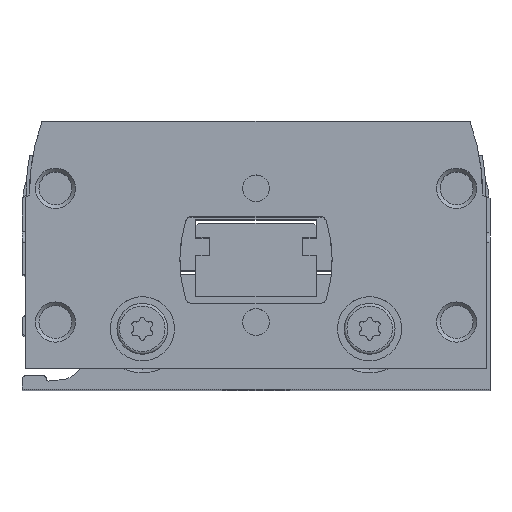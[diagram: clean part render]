
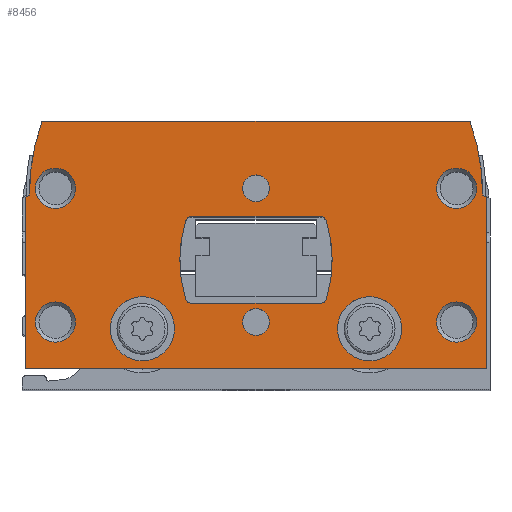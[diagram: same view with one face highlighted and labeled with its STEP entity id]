
A CAD part, top view. The second image highlights one B-rep face of the part: STEP entity #8456.
In plain terms, the highlighted planar face has unit normal (0, 0, 1).
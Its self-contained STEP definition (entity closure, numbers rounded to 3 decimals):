
#538=CIRCLE('',#9131,16.5);
#544=CIRCLE('',#9143,16.5);
#547=CIRCLE('',#9147,0.5);
#548=CIRCLE('',#9149,10.);
#551=CIRCLE('',#9153,10.);
#552=CIRCLE('',#9155,0.5);
#568=CIRCLE('',#9175,2.4);
#569=CIRCLE('',#9176,2.4);
#570=CIRCLE('',#9177,1.);
#571=CIRCLE('',#9178,1.);
#572=CIRCLE('',#9179,1.5);
#573=CIRCLE('',#9180,1.5);
#574=CIRCLE('',#9181,1.5);
#575=CIRCLE('',#9182,1.5);
#576=CIRCLE('',#9183,0.5);
#577=CIRCLE('',#9184,0.5);
#1814=ORIENTED_EDGE('',*,*,#3321,.F.);
#1815=ORIENTED_EDGE('',*,*,#3322,.F.);
#1816=ORIENTED_EDGE('',*,*,#3323,.T.);
#1817=ORIENTED_EDGE('',*,*,#3324,.T.);
#1818=ORIENTED_EDGE('',*,*,#3325,.T.);
#1819=ORIENTED_EDGE('',*,*,#3326,.T.);
#1820=ORIENTED_EDGE('',*,*,#3327,.T.);
#1821=ORIENTED_EDGE('',*,*,#3328,.T.);
#1822=ORIENTED_EDGE('',*,*,#3287,.F.);
#1823=ORIENTED_EDGE('',*,*,#3305,.F.);
#1824=ORIENTED_EDGE('',*,*,#3299,.F.);
#1825=ORIENTED_EDGE('',*,*,#3296,.F.);
#1826=ORIENTED_EDGE('',*,*,#3329,.F.);
#1827=ORIENTED_EDGE('',*,*,#3330,.F.);
#1828=ORIENTED_EDGE('',*,*,#3331,.F.);
#1829=ORIENTED_EDGE('',*,*,#3290,.F.);
#1830=ORIENTED_EDGE('',*,*,#3274,.T.);
#1831=ORIENTED_EDGE('',*,*,#3268,.T.);
#1832=ORIENTED_EDGE('',*,*,#3307,.T.);
#1833=ORIENTED_EDGE('',*,*,#3240,.T.);
#1834=ORIENTED_EDGE('',*,*,#3245,.T.);
#1835=ORIENTED_EDGE('',*,*,#3249,.T.);
#1836=ORIENTED_EDGE('',*,*,#3320,.T.);
#1837=ORIENTED_EDGE('',*,*,#3280,.T.);
#3240=EDGE_CURVE('',#4089,#4088,#4685,.T.);
#3245=EDGE_CURVE('',#4088,#4092,#4690,.T.);
#3249=EDGE_CURVE('',#4092,#4094,#538,.T.);
#3268=EDGE_CURVE('',#4108,#4110,#4707,.T.);
#3274=EDGE_CURVE('',#4114,#4108,#4713,.T.);
#3280=EDGE_CURVE('',#4119,#4114,#544,.T.);
#3287=EDGE_CURVE('',#4123,#4124,#547,.T.);
#3290=EDGE_CURVE('',#4124,#4125,#548,.T.);
#3296=EDGE_CURVE('',#4129,#4130,#551,.T.);
#3299=EDGE_CURVE('',#4130,#4132,#552,.T.);
#3305=EDGE_CURVE('',#4132,#4123,#4727,.T.);
#3307=EDGE_CURVE('',#4110,#4089,#4729,.T.);
#3320=EDGE_CURVE('',#4094,#4119,#4730,.T.);
#3321=EDGE_CURVE('',#4148,#4148,#568,.T.);
#3322=EDGE_CURVE('',#4149,#4149,#569,.T.);
#3323=EDGE_CURVE('',#4150,#4150,#570,.T.);
#3324=EDGE_CURVE('',#4151,#4151,#571,.T.);
#3325=EDGE_CURVE('',#4152,#4152,#572,.T.);
#3326=EDGE_CURVE('',#4153,#4153,#573,.T.);
#3327=EDGE_CURVE('',#4154,#4154,#574,.T.);
#3328=EDGE_CURVE('',#4155,#4155,#575,.T.);
#3329=EDGE_CURVE('',#4156,#4129,#576,.T.);
#3330=EDGE_CURVE('',#4157,#4156,#4731,.T.);
#3331=EDGE_CURVE('',#4125,#4157,#577,.T.);
#4088=VERTEX_POINT('',#13096);
#4089=VERTEX_POINT('',#13098);
#4092=VERTEX_POINT('',#13106);
#4094=VERTEX_POINT('',#13113);
#4108=VERTEX_POINT('',#13145);
#4110=VERTEX_POINT('',#13150);
#4114=VERTEX_POINT('',#13161);
#4119=VERTEX_POINT('',#13176);
#4123=VERTEX_POINT('',#13190);
#4124=VERTEX_POINT('',#13192);
#4125=VERTEX_POINT('',#13200);
#4129=VERTEX_POINT('',#13213);
#4130=VERTEX_POINT('',#13215);
#4132=VERTEX_POINT('',#13224);
#4148=VERTEX_POINT('',#13266);
#4149=VERTEX_POINT('',#13268);
#4150=VERTEX_POINT('',#13270);
#4151=VERTEX_POINT('',#13272);
#4152=VERTEX_POINT('',#13274);
#4153=VERTEX_POINT('',#13276);
#4154=VERTEX_POINT('',#13278);
#4155=VERTEX_POINT('',#13280);
#4156=VERTEX_POINT('',#13282);
#4157=VERTEX_POINT('',#13284);
#4685=LINE('',#13097,#5166);
#4690=LINE('',#13107,#5171);
#4707=LINE('',#13151,#5188);
#4713=LINE('',#13163,#5194);
#4727=LINE('',#13234,#5208);
#4729=LINE('',#13237,#5210);
#4730=LINE('',#13263,#5211);
#4731=LINE('',#13283,#5212);
#5166=VECTOR('',#10756,1000.);
#5171=VECTOR('',#10763,1000.);
#5188=VECTOR('',#10798,1000.);
#5194=VECTOR('',#10808,1000.);
#5208=VECTOR('',#10862,1000.);
#5210=VECTOR('',#10866,1000.);
#5211=VECTOR('',#10893,1000.);
#5212=VECTOR('',#10914,1000.);
#5657=EDGE_LOOP('',(#1814));
#5658=EDGE_LOOP('',(#1815));
#5659=EDGE_LOOP('',(#1816));
#5660=EDGE_LOOP('',(#1817));
#5661=EDGE_LOOP('',(#1818));
#5662=EDGE_LOOP('',(#1819));
#5663=EDGE_LOOP('',(#1820));
#5664=EDGE_LOOP('',(#1821));
#5665=EDGE_LOOP('',(#1822,#1823,#1824,#1825,#1826,#1827,#1828,#1829));
#5666=EDGE_LOOP('',(#1830,#1831,#1832,#1833,#1834,#1835,#1836,#1837));
#6296=FACE_BOUND('',#5657,.T.);
#6297=FACE_BOUND('',#5658,.T.);
#6298=FACE_BOUND('',#5659,.T.);
#6299=FACE_BOUND('',#5660,.T.);
#6300=FACE_BOUND('',#5661,.T.);
#6301=FACE_BOUND('',#5662,.T.);
#6302=FACE_BOUND('',#5663,.T.);
#6303=FACE_BOUND('',#5664,.T.);
#6304=FACE_BOUND('',#5665,.T.);
#6305=FACE_BOUND('',#5666,.T.);
#6738=PLANE('',#9174);
#8456=ADVANCED_FACE('',(#6296,#6297,#6298,#6299,#6300,#6301,#6302,#6303,
#6304,#6305),#6738,.T.);
#9131=AXIS2_PLACEMENT_3D('',#13114,#10770,#10771);
#9143=AXIS2_PLACEMENT_3D('',#13175,#10819,#10820);
#9147=AXIS2_PLACEMENT_3D('',#13191,#10830,#10831);
#9149=AXIS2_PLACEMENT_3D('',#13199,#10835,#10836);
#9153=AXIS2_PLACEMENT_3D('',#13214,#10845,#10846);
#9155=AXIS2_PLACEMENT_3D('',#13223,#10850,#10851);
#9174=AXIS2_PLACEMENT_3D('',#13264,#10894,#10895);
#9175=AXIS2_PLACEMENT_3D('',#13265,#10896,#10897);
#9176=AXIS2_PLACEMENT_3D('',#13267,#10898,#10899);
#9177=AXIS2_PLACEMENT_3D('',#13269,#10900,#10901);
#9178=AXIS2_PLACEMENT_3D('',#13271,#10902,#10903);
#9179=AXIS2_PLACEMENT_3D('',#13273,#10904,#10905);
#9180=AXIS2_PLACEMENT_3D('',#13275,#10906,#10907);
#9181=AXIS2_PLACEMENT_3D('',#13277,#10908,#10909);
#9182=AXIS2_PLACEMENT_3D('',#13279,#10910,#10911);
#9183=AXIS2_PLACEMENT_3D('',#13281,#10912,#10913);
#9184=AXIS2_PLACEMENT_3D('',#13285,#10915,#10916);
#10756=DIRECTION('',(0.,1.,0.));
#10763=DIRECTION('',(-0.866,0.5,0.));
#10770=DIRECTION('',(0.,0.,1.));
#10771=DIRECTION('',(1.,0.,0.));
#10798=DIRECTION('',(0.,-1.,0.));
#10808=DIRECTION('',(-0.866,-0.5,0.));
#10819=DIRECTION('',(0.,0.,1.));
#10820=DIRECTION('',(1.,0.,0.));
#10830=DIRECTION('',(0.,0.,1.));
#10831=DIRECTION('',(1.,0.,0.));
#10835=DIRECTION('',(0.,0.,1.));
#10836=DIRECTION('',(1.,0.,0.));
#10845=DIRECTION('',(0.,0.,1.));
#10846=DIRECTION('',(1.,0.,0.));
#10850=DIRECTION('',(0.,0.,1.));
#10851=DIRECTION('',(1.,0.,0.));
#10862=DIRECTION('',(-1.,0.,0.));
#10866=DIRECTION('',(1.,0.,0.));
#10893=DIRECTION('',(-1.,0.,0.));
#10894=DIRECTION('',(0.,0.,1.));
#10895=DIRECTION('',(1.,0.,0.));
#10896=DIRECTION('',(0.,0.,1.));
#10897=DIRECTION('',(1.,0.,0.));
#10898=DIRECTION('',(0.,0.,1.));
#10899=DIRECTION('',(1.,0.,0.));
#10900=DIRECTION('',(0.,0.,-1.));
#10901=DIRECTION('',(-1.,0.,0.));
#10902=DIRECTION('',(0.,0.,-1.));
#10903=DIRECTION('',(-1.,0.,0.));
#10904=DIRECTION('',(0.,0.,-1.));
#10905=DIRECTION('',(-1.,0.,0.));
#10906=DIRECTION('',(0.,0.,-1.));
#10907=DIRECTION('',(-1.,0.,0.));
#10908=DIRECTION('',(0.,0.,-1.));
#10909=DIRECTION('',(-1.,0.,0.));
#10910=DIRECTION('',(0.,0.,-1.));
#10911=DIRECTION('',(-1.,0.,0.));
#10912=DIRECTION('',(0.,0.,1.));
#10913=DIRECTION('',(1.,0.,0.));
#10914=DIRECTION('',(1.,0.,0.));
#10915=DIRECTION('',(0.,0.,1.));
#10916=DIRECTION('',(1.,0.,0.));
#13096=CARTESIAN_POINT('',(17.25,12.827,0.));
#13097=CARTESIAN_POINT('',(17.25,0.,0.));
#13098=CARTESIAN_POINT('',(17.25,0.,0.));
#13106=CARTESIAN_POINT('',(16.95,13.,0.));
#13107=CARTESIAN_POINT('',(17.25,12.827,0.));
#13113=CARTESIAN_POINT('',(16.006,18.5,0.));
#13114=CARTESIAN_POINT('',(0.45,13.,0.));
#13145=CARTESIAN_POINT('',(-17.25,12.827,0.));
#13150=CARTESIAN_POINT('',(-17.25,0.,0.));
#13151=CARTESIAN_POINT('',(-17.25,12.827,0.));
#13161=CARTESIAN_POINT('',(-16.95,13.,0.));
#13163=CARTESIAN_POINT('',(-16.95,13.,0.));
#13175=CARTESIAN_POINT('',(-0.45,13.,0.));
#13176=CARTESIAN_POINT('',(-16.006,18.5,0.));
#13190=CARTESIAN_POINT('',(-4.793,11.4,0.));
#13191=CARTESIAN_POINT('',(-4.793,10.9,0.));
#13192=CARTESIAN_POINT('',(-5.272,11.045,0.));
#13199=CARTESIAN_POINT('',(4.3,8.15,0.));
#13200=CARTESIAN_POINT('',(-5.272,5.255,0.));
#13213=CARTESIAN_POINT('',(5.272,5.255,0.));
#13214=CARTESIAN_POINT('',(-4.3,8.15,0.));
#13215=CARTESIAN_POINT('',(5.272,11.045,0.));
#13223=CARTESIAN_POINT('',(4.793,10.9,0.));
#13224=CARTESIAN_POINT('',(4.793,11.4,0.));
#13234=CARTESIAN_POINT('',(4.793,11.4,0.));
#13237=CARTESIAN_POINT('',(-17.25,0.,0.));
#13263=CARTESIAN_POINT('',(16.006,18.5,0.));
#13264=CARTESIAN_POINT('',(0.45,13.,0.));
#13265=CARTESIAN_POINT('',(-8.5,3.,0.));
#13266=CARTESIAN_POINT('',(-6.1,3.,0.));
#13267=CARTESIAN_POINT('',(8.5,3.,0.));
#13268=CARTESIAN_POINT('',(10.9,3.,0.));
#13269=CARTESIAN_POINT('',(0.,13.5,0.));
#13270=CARTESIAN_POINT('',(-1.,13.5,0.));
#13271=CARTESIAN_POINT('',(0.,3.5,0.));
#13272=CARTESIAN_POINT('',(-1.,3.5,0.));
#13273=CARTESIAN_POINT('',(15.,3.5,0.));
#13274=CARTESIAN_POINT('',(13.5,3.5,0.));
#13275=CARTESIAN_POINT('',(-15.,3.5,0.));
#13276=CARTESIAN_POINT('',(-16.5,3.5,0.));
#13277=CARTESIAN_POINT('',(-15.,13.5,0.));
#13278=CARTESIAN_POINT('',(-16.5,13.5,0.));
#13279=CARTESIAN_POINT('',(15.,13.5,0.));
#13280=CARTESIAN_POINT('',(13.5,13.5,0.));
#13281=CARTESIAN_POINT('',(4.793,5.4,0.));
#13282=CARTESIAN_POINT('',(4.793,4.9,0.));
#13283=CARTESIAN_POINT('',(-4.793,4.9,0.));
#13284=CARTESIAN_POINT('',(-4.793,4.9,0.));
#13285=CARTESIAN_POINT('',(-4.793,5.4,0.));
